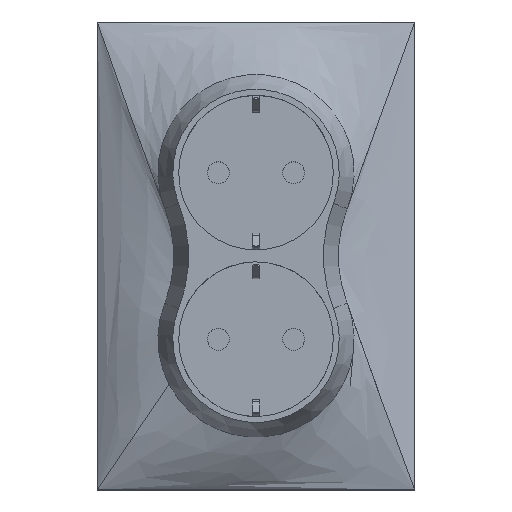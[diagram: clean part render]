
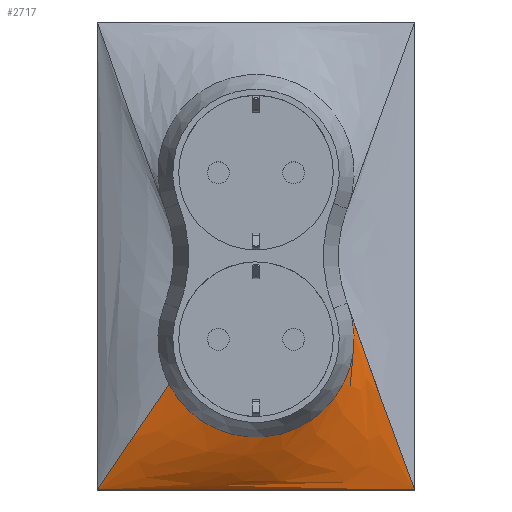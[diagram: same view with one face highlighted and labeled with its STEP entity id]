
A CAD part, top view. The second image highlights one B-rep face of the part: STEP entity #2717.
In plain terms, the highlighted free-form (B-spline) face has degree [3, 3] with [13, 4] control points.
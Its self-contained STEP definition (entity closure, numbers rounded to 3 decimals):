
#203 = CARTESIAN_POINT ( 'NONE',  ( 33.263, -44.011, 10.65 ) ) ;
#223 = CARTESIAN_POINT ( 'NONE',  ( 20., -59., 7. ) ) ;
#241 = CARTESIAN_POINT ( 'NONE',  ( -8.27, -44.946, 15. ) ) ;
#265 = CARTESIAN_POINT ( 'NONE',  ( -27.059, -42.367, 13.328 ) ) ;
#697 = CARTESIAN_POINT ( 'NONE',  ( 24.447, -16.388, 15. ) ) ;
#722 = CARTESIAN_POINT ( 'NONE',  ( 15.409, -45.529, 13.328 ) ) ;
#741 = CARTESIAN_POINT ( 'NONE',  ( -16.241, -54.538, 10.65 ) ) ;
#764 = CARTESIAN_POINT ( 'NONE',  ( -38.333, -59., 7. ) ) ;
#830 = CARTESIAN_POINT ( 'NONE',  ( -34.136, -50.35, 10.65 ) ) ;
#1165 = CARTESIAN_POINT ( 'NONE',  ( 31.332, -45.018, 10.65 ) ) ;
#1184 = CARTESIAN_POINT ( 'NONE',  ( 10., -59., 7. ) ) ;
#1200 = CARTESIAN_POINT ( 'NONE',  ( -15.179, -40.966, 15. ) ) ;
#1215 = CARTESIAN_POINT ( 'NONE',  ( -28.095, -41.44, 13.328 ) ) ;
#1266 = ORIENTED_EDGE ( 'NONE', *, *, #2835, .F. ) ;
#1375 = VERTEX_POINT ( 'NONE', #1420 ) ;
#1420 = CARTESIAN_POINT ( 'NONE',  ( 40., -59., 7. ) ) ;
#1463 = B_SPLINE_SURFACE_WITH_KNOTS ( 'NONE', 3, 3, ( 
 ( #1536, #3579, #4792, #2347 ),
 ( #5197, #2764, #203, #3186 ),
 ( #697, #3594, #1165, #3985 ),
 ( #1555, #4400, #1961, #4807 ),
 ( #2363, #5214, #2780, #223 ),
 ( #3203, #722, #3609, #1184 ),
 ( #4003, #1573, #4418, #1976 ),
 ( #4827, #2374, #5226, #2797 ),
 ( #241, #3218, #741, #3628 ),
 ( #1200, #4019, #1592, #4433 ),
 ( #1993, #4841, #2396, #5239 ),
 ( #2816, #265, #3238, #764 ),
 ( #3643, #1215, #4036, #1606 ) ),
 .UNSPECIFIED., .F., .F., .F.,
 ( 4, 1, 1, 1, 1, 1, 1, 1, 1, 1, 4 ),
 ( 4, 4 ),
 ( 0.743, 0.759, 0.775, 0.807, 0.84, 0.872, 0.904, 0.936, 0.968, 0.984, 1. ),
 ( 0., 1. ),
 .UNSPECIFIED. ) ;
#1536 = CARTESIAN_POINT ( 'NONE',  ( 22.999, -11.909, 15. ) ) ;
#1555 = CARTESIAN_POINT ( 'NONE',  ( 25.026, -22.654, 15. ) ) ;
#1573 = CARTESIAN_POINT ( 'NONE',  ( 6.875, -49.221, 13.328 ) ) ;
#1592 = CARTESIAN_POINT ( 'NONE',  ( -24.099, -53.211, 10.65 ) ) ;
#1606 = CARTESIAN_POINT ( 'NONE',  ( -40., -59., 7. ) ) ;
#1650 = CARTESIAN_POINT ( 'NONE',  ( 22.999, -11.909, 15. ) ) ;
#1681 = CARTESIAN_POINT ( 'NONE',  ( 34.182, -43.525, 10.65 ) ) ;
#1804 = B_SPLINE_CURVE_WITH_KNOTS ( 'NONE', 3,
 ( #3714, #5318, #1681, #4524 ),
 .UNSPECIFIED., .F., .F.,
 ( 4, 4 ),
 ( 0., 1. ),
 .UNSPECIFIED. ) ;
#1945 = EDGE_LOOP ( 'NONE', ( #3207, #3162, #4685, #1266 ) ) ;
#1960 = VECTOR ( 'NONE', #2745, 1000. ) ;
#1961 = CARTESIAN_POINT ( 'NONE',  ( 27.08, -47.107, 10.65 ) ) ;
#1976 = CARTESIAN_POINT ( 'NONE',  ( 0., -59., 7. ) ) ;
#1993 = CARTESIAN_POINT ( 'NONE',  ( -19.527, -36.416, 15. ) ) ;
#2062 = DIRECTION ( 'NONE',  ( 0., 0., -1. ) ) ;
#2163 = CARTESIAN_POINT ( 'NONE',  ( -40., -59., 7. ) ) ;
#2191 = B_SPLINE_CURVE_WITH_KNOTS ( 'NONE', 3,
 ( #2885, #3696, #830, #3316 ),
 .UNSPECIFIED., .F., .F.,
 ( 4, 4 ),
 ( 0., 1. ),
 .UNSPECIFIED. ) ;
#2347 = CARTESIAN_POINT ( 'NONE',  ( 40., -59., 7. ) ) ;
#2363 = CARTESIAN_POINT ( 'NONE',  ( 23.494, -30.478, 15. ) ) ;
#2374 = CARTESIAN_POINT ( 'NONE',  ( -2.658, -50.721, 13.328 ) ) ;
#2396 = CARTESIAN_POINT ( 'NONE',  ( -29.993, -51.694, 10.65 ) ) ;
#2707 = EDGE_CURVE ( 'NONE', #2977, #1375, #2920, .T. ) ;
#2717 = ADVANCED_FACE ( 'NONE', ( #4954 ), #1463, .T. ) ;
#2745 = DIRECTION ( 'NONE',  ( 1., 0., 0. ) ) ;
#2764 = CARTESIAN_POINT ( 'NONE',  ( 28.369, -28.762, 13.328 ) ) ;
#2773 = VERTEX_POINT ( 'NONE', #1650 ) ;
#2780 = CARTESIAN_POINT ( 'NONE',  ( 21.014, -49.715, 10.65 ) ) ;
#2797 = CARTESIAN_POINT ( 'NONE',  ( -10., -59., 7. ) ) ;
#2805 = EDGE_CURVE ( 'NONE', #2773, #3788, #3502, .T. ) ;
#2816 = CARTESIAN_POINT ( 'NONE',  ( -21.234, -33.774, 15. ) ) ;
#2827 = EDGE_CURVE ( 'NONE', #3788, #2977, #2191, .T. ) ;
#2835 = EDGE_CURVE ( 'NONE', #2773, #1375, #1804, .T. ) ;
#2885 = CARTESIAN_POINT ( 'NONE',  ( -21.955, -32.384, 15. ) ) ;
#2920 = LINE ( 'NONE', #4774, #1960 ) ;
#2977 = VERTEX_POINT ( 'NONE', #2163 ) ;
#3162 = ORIENTED_EDGE ( 'NONE', *, *, #2827, .T. ) ;
#3186 = CARTESIAN_POINT ( 'NONE',  ( 38.333, -59., 7. ) ) ;
#3203 = CARTESIAN_POINT ( 'NONE',  ( 18.302, -38.516, 15. ) ) ;
#3207 = ORIENTED_EDGE ( 'NONE', *, *, #2805, .T. ) ;
#3218 = CARTESIAN_POINT ( 'NONE',  ( -12.306, -49.815, 13.328 ) ) ;
#3238 = CARTESIAN_POINT ( 'NONE',  ( -32.784, -50.814, 10.65 ) ) ;
#3316 = CARTESIAN_POINT ( 'NONE',  ( -40., -59., 7. ) ) ;
#3502 = CIRCLE ( 'NONE', #4482, 24.73 ) ;
#3579 = CARTESIAN_POINT ( 'NONE',  ( 28.541, -27.791, 13.328 ) ) ;
#3594 = CARTESIAN_POINT ( 'NONE',  ( 27.84, -30.777, 13.328 ) ) ;
#3609 = CARTESIAN_POINT ( 'NONE',  ( 12.617, -52.394, 10.65 ) ) ;
#3628 = CARTESIAN_POINT ( 'NONE',  ( -20., -59., 7. ) ) ;
#3643 = CARTESIAN_POINT ( 'NONE',  ( -21.955, -32.383, 15. ) ) ;
#3696 = CARTESIAN_POINT ( 'NONE',  ( -28.095, -41.44, 13.328 ) ) ;
#3714 = CARTESIAN_POINT ( 'NONE',  ( 22.999, -11.909, 15. ) ) ;
#3788 = VERTEX_POINT ( 'NONE', #4396 ) ;
#3985 = CARTESIAN_POINT ( 'NONE',  ( 35., -59., 7. ) ) ;
#4003 = CARTESIAN_POINT ( 'NONE',  ( 10.501, -44.055, 15. ) ) ;
#4019 = CARTESIAN_POINT ( 'NONE',  ( -19.689, -47.162, 13.328 ) ) ;
#4036 = CARTESIAN_POINT ( 'NONE',  ( -34.136, -50.35, 10.65 ) ) ;
#4396 = CARTESIAN_POINT ( 'NONE',  ( -21.955, -32.384, 15. ) ) ;
#4400 = CARTESIAN_POINT ( 'NONE',  ( 26.003, -34.954, 13.328 ) ) ;
#4418 = CARTESIAN_POINT ( 'NONE',  ( 3.349, -54.241, 10.65 ) ) ;
#4433 = CARTESIAN_POINT ( 'NONE',  ( -28.333, -59., 7. ) ) ;
#4482 = AXIS2_PLACEMENT_3D ( 'NONE', #4508, #2062, #4915 ) ;
#4508 = CARTESIAN_POINT ( 'NONE',  ( 0., -21., 15. ) ) ;
#4524 = CARTESIAN_POINT ( 'NONE',  ( 40., -59., 7. ) ) ;
#4685 = ORIENTED_EDGE ( 'NONE', *, *, #2707, .T. ) ;
#4774 = CARTESIAN_POINT ( 'NONE',  ( -40., -59., 7. ) ) ;
#4792 = CARTESIAN_POINT ( 'NONE',  ( 34.182, -43.525, 10.65 ) ) ;
#4807 = CARTESIAN_POINT ( 'NONE',  ( 28.333, -59., 7. ) ) ;
#4827 = CARTESIAN_POINT ( 'NONE',  ( 1.201, -46.305, 15. ) ) ;
#4841 = CARTESIAN_POINT ( 'NONE',  ( -24.81, -44.129, 13.328 ) ) ;
#4915 = DIRECTION ( 'NONE',  ( -1., 0., 0. ) ) ;
#4954 = FACE_OUTER_BOUND ( 'NONE', #1945, .T. ) ;
#5197 = CARTESIAN_POINT ( 'NONE',  ( 23.575, -13.365, 15. ) ) ;
#5214 = CARTESIAN_POINT ( 'NONE',  ( 22.204, -40.171, 13.328 ) ) ;
#5226 = CARTESIAN_POINT ( 'NONE',  ( -6.417, -54.991, 10.65 ) ) ;
#5239 = CARTESIAN_POINT ( 'NONE',  ( -35., -59., 7. ) ) ;
#5318 = CARTESIAN_POINT ( 'NONE',  ( 28.541, -27.791, 13.328 ) ) ;
